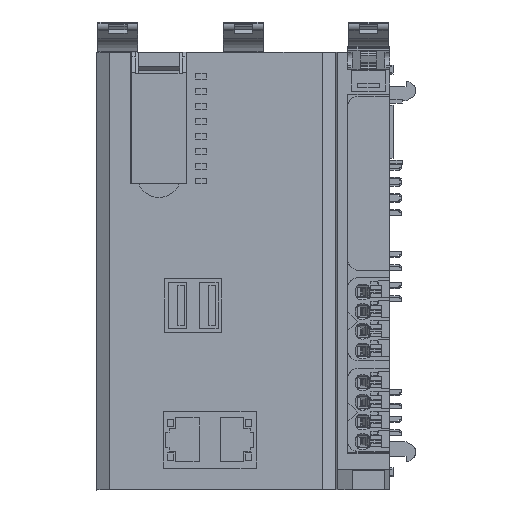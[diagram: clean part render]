
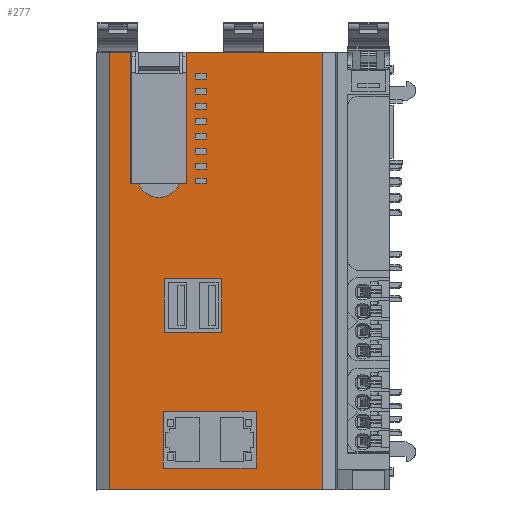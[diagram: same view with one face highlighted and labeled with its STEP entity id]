
A CAD part, top view. The second image highlights one B-rep face of the part: STEP entity #277.
In plain terms, the highlighted planar face has unit normal (0, 0, 1).
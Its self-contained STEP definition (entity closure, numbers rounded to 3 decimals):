
#38=AXIS2_PLACEMENT_3D('Circle Axis2P3D',#36,#37,$) ;
#148=AXIS2_PLACEMENT_3D('Plane Axis2P3D',#145,#146,#147) ;
#36=CARTESIAN_POINT('Axis2P3D Location',(16.95,85.8,101.125)) ;
#40=CARTESIAN_POINT('Vertex',(11.408,83.5,101.125)) ;
#42=CARTESIAN_POINT('Vertex',(22.492,83.5,101.125)) ;
#89=CARTESIAN_POINT('Line Origine',(23.536,83.5,101.125)) ;
#93=CARTESIAN_POINT('Vertex',(24.58,83.5,101.125)) ;
#114=CARTESIAN_POINT('Vertex',(9.32,83.5,101.125)) ;
#117=CARTESIAN_POINT('Line Origine',(10.364,83.5,101.125)) ;
#145=CARTESIAN_POINT('Axis2P3D Location',(0.,119.5,101.125)) ;
#150=CARTESIAN_POINT('Line Origine',(9.32,101.5,101.125)) ;
#154=CARTESIAN_POINT('Vertex',(9.32,119.5,101.125)) ;
#157=CARTESIAN_POINT('Line Origine',(6.41,119.5,101.125)) ;
#161=CARTESIAN_POINT('Vertex',(3.5,119.5,101.125)) ;
#164=CARTESIAN_POINT('Line Origine',(3.5,59.75,101.125)) ;
#168=CARTESIAN_POINT('Vertex',(3.5,0.,101.125)) ;
#171=CARTESIAN_POINT('Line Origine',(32.532,0.,101.125)) ;
#175=CARTESIAN_POINT('Vertex',(61.564,0.,101.125)) ;
#178=CARTESIAN_POINT('Line Origine',(61.564,59.75,101.125)) ;
#182=CARTESIAN_POINT('Vertex',(61.564,119.5,101.125)) ;
#185=CARTESIAN_POINT('Line Origine',(43.072,119.5,101.125)) ;
#189=CARTESIAN_POINT('Vertex',(24.58,119.5,101.125)) ;
#192=CARTESIAN_POINT('Line Origine',(24.58,101.5,101.125)) ;
#209=CARTESIAN_POINT('Line Origine',(43.536,13.55,101.125)) ;
#213=CARTESIAN_POINT('Vertex',(43.536,5.819,101.125)) ;
#215=CARTESIAN_POINT('Vertex',(43.536,21.281,101.125)) ;
#218=CARTESIAN_POINT('Line Origine',(30.855,5.819,101.125)) ;
#222=CARTESIAN_POINT('Vertex',(18.175,5.819,101.125)) ;
#225=CARTESIAN_POINT('Line Origine',(18.175,13.55,101.125)) ;
#229=CARTESIAN_POINT('Vertex',(18.175,21.281,101.125)) ;
#232=CARTESIAN_POINT('Line Origine',(30.855,21.281,101.125)) ;
#243=CARTESIAN_POINT('Line Origine',(18.455,50.235,101.125)) ;
#247=CARTESIAN_POINT('Vertex',(18.455,57.55,101.125)) ;
#249=CARTESIAN_POINT('Vertex',(18.455,42.92,101.125)) ;
#252=CARTESIAN_POINT('Line Origine',(26.33,57.55,101.125)) ;
#256=CARTESIAN_POINT('Vertex',(34.205,57.55,101.125)) ;
#259=CARTESIAN_POINT('Line Origine',(34.205,50.235,101.125)) ;
#263=CARTESIAN_POINT('Vertex',(34.205,42.92,101.125)) ;
#266=CARTESIAN_POINT('Line Origine',(26.33,42.92,101.125)) ;
#37=DIRECTION('Axis2P3D Direction',(0.,0.,1.)) ;
#90=DIRECTION('Vector Direction',(1.,0.,0.)) ;
#118=DIRECTION('Vector Direction',(1.,0.,0.)) ;
#146=DIRECTION('Axis2P3D Direction',(0.,0.,1.)) ;
#147=DIRECTION('Axis2P3D XDirection',(0.,-1.,0.)) ;
#151=DIRECTION('Vector Direction',(0.,-1.,0.)) ;
#158=DIRECTION('Vector Direction',(1.,0.,0.)) ;
#165=DIRECTION('Vector Direction',(0.,-1.,0.)) ;
#172=DIRECTION('Vector Direction',(1.,0.,0.)) ;
#179=DIRECTION('Vector Direction',(0.,-1.,0.)) ;
#186=DIRECTION('Vector Direction',(1.,0.,0.)) ;
#193=DIRECTION('Vector Direction',(0.,1.,0.)) ;
#210=DIRECTION('Vector Direction',(0.,1.,0.)) ;
#219=DIRECTION('Vector Direction',(1.,0.,0.)) ;
#226=DIRECTION('Vector Direction',(0.,-1.,0.)) ;
#233=DIRECTION('Vector Direction',(1.,0.,0.)) ;
#244=DIRECTION('Vector Direction',(0.,-1.,0.)) ;
#253=DIRECTION('Vector Direction',(-1.,0.,0.)) ;
#260=DIRECTION('Vector Direction',(0.,1.,0.)) ;
#267=DIRECTION('Vector Direction',(1.,0.,0.)) ;
#91=VECTOR('Line Direction',#90,1.) ;
#119=VECTOR('Line Direction',#118,1.) ;
#152=VECTOR('Line Direction',#151,1.) ;
#159=VECTOR('Line Direction',#158,1.) ;
#166=VECTOR('Line Direction',#165,1.) ;
#173=VECTOR('Line Direction',#172,1.) ;
#180=VECTOR('Line Direction',#179,1.) ;
#187=VECTOR('Line Direction',#186,1.) ;
#194=VECTOR('Line Direction',#193,1.) ;
#211=VECTOR('Line Direction',#210,1.) ;
#220=VECTOR('Line Direction',#219,1.) ;
#227=VECTOR('Line Direction',#226,1.) ;
#234=VECTOR('Line Direction',#233,1.) ;
#245=VECTOR('Line Direction',#244,1.) ;
#254=VECTOR('Line Direction',#253,1.) ;
#261=VECTOR('Line Direction',#260,1.) ;
#268=VECTOR('Line Direction',#267,1.) ;
#198=ORIENTED_EDGE('',*,*,#121,.F.) ;
#199=ORIENTED_EDGE('',*,*,#156,.F.) ;
#200=ORIENTED_EDGE('',*,*,#163,.F.) ;
#201=ORIENTED_EDGE('',*,*,#170,.T.) ;
#202=ORIENTED_EDGE('',*,*,#177,.T.) ;
#203=ORIENTED_EDGE('',*,*,#184,.F.) ;
#204=ORIENTED_EDGE('',*,*,#191,.F.) ;
#205=ORIENTED_EDGE('',*,*,#196,.F.) ;
#206=ORIENTED_EDGE('',*,*,#95,.F.) ;
#207=ORIENTED_EDGE('',*,*,#44,.F.) ;
#238=ORIENTED_EDGE('',*,*,#217,.F.) ;
#239=ORIENTED_EDGE('',*,*,#224,.F.) ;
#240=ORIENTED_EDGE('',*,*,#231,.F.) ;
#241=ORIENTED_EDGE('',*,*,#236,.T.) ;
#272=ORIENTED_EDGE('',*,*,#251,.F.) ;
#273=ORIENTED_EDGE('',*,*,#258,.F.) ;
#274=ORIENTED_EDGE('',*,*,#265,.F.) ;
#275=ORIENTED_EDGE('',*,*,#270,.F.) ;
#242=FACE_BOUND('',#237,.T.) ;
#276=FACE_BOUND('',#271,.T.) ;
#277=ADVANCED_FACE('Koppler',(#208,#242,#276),#149,.T.) ;
#39=CIRCLE('generated circle',#38,6.) ;
#44=EDGE_CURVE('',#41,#43,#39,.T.) ;
#95=EDGE_CURVE('',#43,#94,#92,.T.) ;
#121=EDGE_CURVE('',#115,#41,#120,.T.) ;
#156=EDGE_CURVE('',#155,#115,#153,.T.) ;
#163=EDGE_CURVE('',#162,#155,#160,.T.) ;
#170=EDGE_CURVE('',#162,#169,#167,.T.) ;
#177=EDGE_CURVE('',#169,#176,#174,.T.) ;
#184=EDGE_CURVE('',#183,#176,#181,.T.) ;
#191=EDGE_CURVE('',#190,#183,#188,.T.) ;
#196=EDGE_CURVE('',#94,#190,#195,.T.) ;
#217=EDGE_CURVE('',#214,#216,#212,.T.) ;
#224=EDGE_CURVE('',#223,#214,#221,.T.) ;
#231=EDGE_CURVE('',#230,#223,#228,.T.) ;
#236=EDGE_CURVE('',#230,#216,#235,.T.) ;
#251=EDGE_CURVE('',#248,#250,#246,.T.) ;
#258=EDGE_CURVE('',#257,#248,#255,.T.) ;
#265=EDGE_CURVE('',#264,#257,#262,.T.) ;
#270=EDGE_CURVE('',#250,#264,#269,.T.) ;
#197=EDGE_LOOP('',(#198,#199,#200,#201,#202,#203,#204,#205,#206,#207)) ;
#237=EDGE_LOOP('',(#238,#239,#240,#241)) ;
#271=EDGE_LOOP('',(#272,#273,#274,#275)) ;
#208=FACE_OUTER_BOUND('',#197,.T.) ;
#92=LINE('Line',#89,#91) ;
#120=LINE('Line',#117,#119) ;
#153=LINE('Line',#150,#152) ;
#160=LINE('Line',#157,#159) ;
#167=LINE('Line',#164,#166) ;
#174=LINE('Line',#171,#173) ;
#181=LINE('Line',#178,#180) ;
#188=LINE('Line',#185,#187) ;
#195=LINE('Line',#192,#194) ;
#212=LINE('Line',#209,#211) ;
#221=LINE('Line',#218,#220) ;
#228=LINE('Line',#225,#227) ;
#235=LINE('Line',#232,#234) ;
#246=LINE('Line',#243,#245) ;
#255=LINE('Line',#252,#254) ;
#262=LINE('Line',#259,#261) ;
#269=LINE('Line',#266,#268) ;
#149=PLANE('',#148) ;
#41=VERTEX_POINT('',#40) ;
#43=VERTEX_POINT('',#42) ;
#94=VERTEX_POINT('',#93) ;
#115=VERTEX_POINT('',#114) ;
#155=VERTEX_POINT('',#154) ;
#162=VERTEX_POINT('',#161) ;
#169=VERTEX_POINT('',#168) ;
#176=VERTEX_POINT('',#175) ;
#183=VERTEX_POINT('',#182) ;
#190=VERTEX_POINT('',#189) ;
#214=VERTEX_POINT('',#213) ;
#216=VERTEX_POINT('',#215) ;
#223=VERTEX_POINT('',#222) ;
#230=VERTEX_POINT('',#229) ;
#248=VERTEX_POINT('',#247) ;
#250=VERTEX_POINT('',#249) ;
#257=VERTEX_POINT('',#256) ;
#264=VERTEX_POINT('',#263) ;
